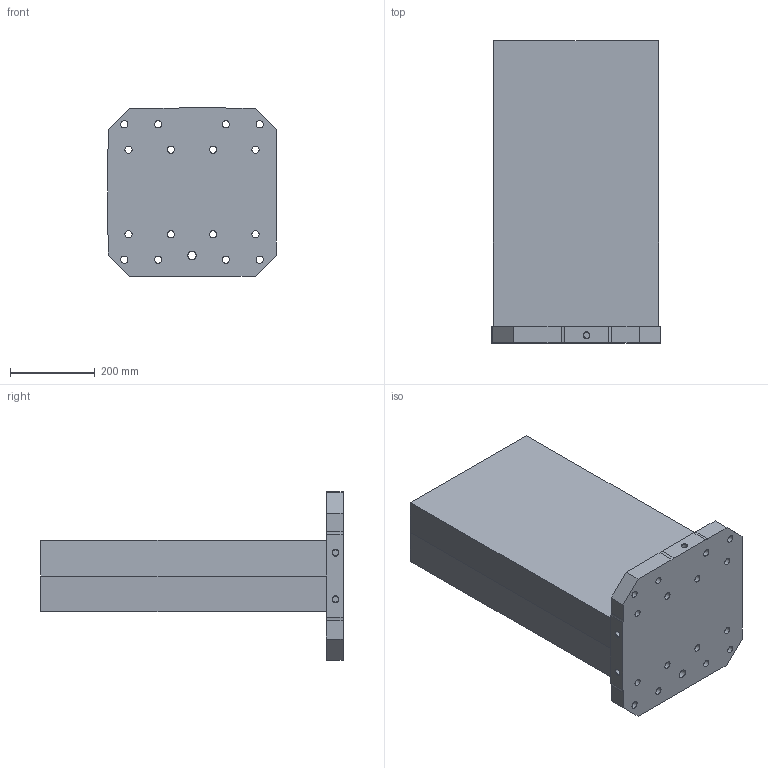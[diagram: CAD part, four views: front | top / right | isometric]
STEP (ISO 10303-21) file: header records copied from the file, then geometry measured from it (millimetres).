
FILE_DESCRIPTION(/* description */ ('STEP AP214'),/* implementation_level */ '2;1');
FILE_NAME(/* name */ 'SCHUNK-0431107 SAT-DW-R 400-710',/* time_stamp */ '2023-08-09T19:42:33+02:00',/* author */ ('License CC BY-ND 4.0'),/* organization */ ('CADENAS'),/* preprocessor_version */ 'ST-DEVELOPER v19.3',/* originating_system */ 'PARTsolutions',/* authorisation */ ' ');
FILE_SCHEMA (('AUTOMOTIVE_DESIGN {1 0 10303 214 3 1 1}'));
Length unit declared in the file: millimetre
Products named in the file (1): SCHUNK-0431107 SAT-DW-R 400-710
Bounding box: 398 x 714 x 398 mm (x, y, z)
Volume: 50538831 mm3; surface area: 1155901.5 mm2
Topology: 1 solids, 1 shells, 83 faces, 180 edges, 119 vertices
Faces by surface type: plane 40, cylinder 40, cone 3
Full cylindrical faces by diameter (mm): 13.835 x3, 17 x16, 20 x1, 26 x16
Entity records: 2196 total; most frequent: DIRECTION 392, CARTESIAN_POINT 344, ORIENTED_EDGE 282, EDGE_LOOP 176, FACE_BOUND 176, AXIS2_PLACEMENT_3D 167, EDGE_CURVE 141, VERTEX_POINT 119
